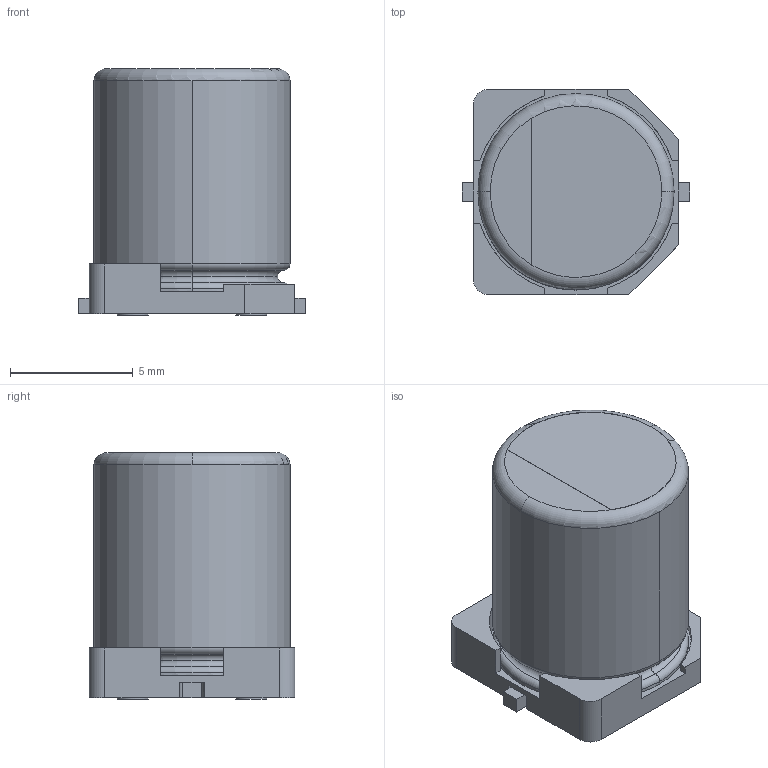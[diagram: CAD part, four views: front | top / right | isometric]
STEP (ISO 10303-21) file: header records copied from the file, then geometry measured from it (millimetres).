
FILE_DESCRIPTION (( 'STEP AP214' ), '1' );
FILE_NAME ('HHXB350ARA151MHA0G.STEP', '2014-12-11T11:27:39', ( 'Moshe' ), ( 'Microsoft' ), 'SwSTEP 2.0', 'SolidWorks 2011', '' );
FILE_SCHEMA (( 'AUTOMOTIVE_DESIGN' ));
Length unit declared in the file: millimetre
Products named in the file (1): HHXB350ARA151MHA0G
Bounding box: 9.27 x 8.38 x 10.06 mm (x, y, z)
Volume: 518 mm3; surface area: 447.2 mm2
Topology: 1 solids, 1 shells, 85 faces, 213 edges, 135 vertices
Faces by surface type: plane 49, cylinder 26, torus 10
Entity records: 3396 total; most frequent: CARTESIAN_POINT 978, ORIENTED_EDGE 426, DIRECTION 365, EDGE_CURVE 213, VERTEX_POINT 135, LINE 133, VECTOR 133, AXIS2_PLACEMENT_3D 116
